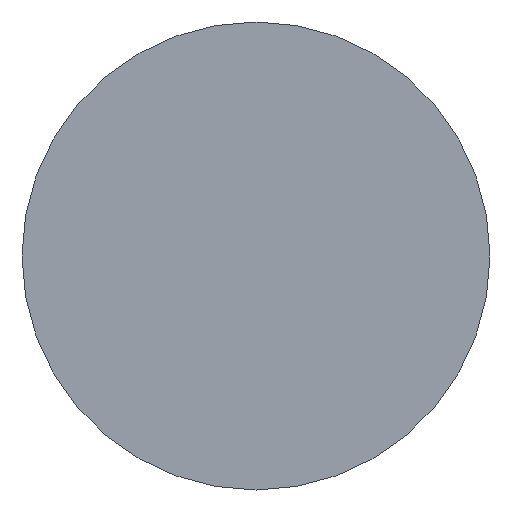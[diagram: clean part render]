
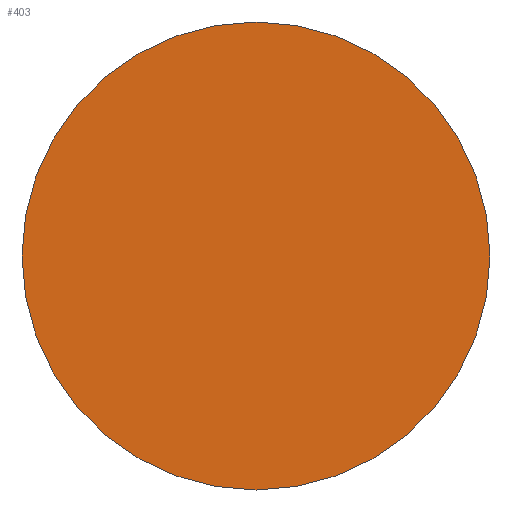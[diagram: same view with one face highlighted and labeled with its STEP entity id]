
A CAD part, left-side view. The second image highlights one B-rep face of the part: STEP entity #403.
In plain terms, the highlighted planar face has unit normal (-1, 0, 0).
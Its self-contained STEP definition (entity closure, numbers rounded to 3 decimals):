
#36 = CARTESIAN_POINT ( 'NONE',  ( -108.2, 96.418, -134.907 ) ) ;
#79 = EDGE_LOOP ( 'NONE', ( #434, #601 ) ) ;
#98 = VERTEX_POINT ( 'NONE', #36 ) ;
#171 = FACE_OUTER_BOUND ( 'NONE', #79, .T. ) ;
#239 = DIRECTION ( 'NONE',  ( 0., 0., -1. ) ) ;
#297 = CARTESIAN_POINT ( 'NONE',  ( -108.2, 96.418, -114.907 ) ) ;
#403 = ADVANCED_FACE ( 'NONE', ( #171 ), #787, .T. ) ;
#434 = ORIENTED_EDGE ( 'NONE', *, *, #895, .T. ) ;
#492 = VERTEX_POINT ( 'NONE', #541 ) ;
#541 = CARTESIAN_POINT ( 'NONE',  ( -108.2, 96.418, -94.907 ) ) ;
#601 = ORIENTED_EDGE ( 'NONE', *, *, #705, .T. ) ;
#675 = AXIS2_PLACEMENT_3D ( 'NONE', #1645, #717, #239 ) ;
#705 = EDGE_CURVE ( 'NONE', #98, #492, #1193, .T. ) ;
#717 = DIRECTION ( 'NONE',  ( -1., 0., 0. ) ) ;
#787 = PLANE ( 'NONE',  #1996 ) ;
#895 = EDGE_CURVE ( 'NONE', #492, #98, #1818, .T. ) ;
#1193 = CIRCLE ( 'NONE', #675, 20. ) ;
#1231 = DIRECTION ( 'NONE',  ( 0., 0., -1. ) ) ;
#1403 = DIRECTION ( 'NONE',  ( 0., 0., -1. ) ) ;
#1413 = DIRECTION ( 'NONE',  ( -1., 0., 0. ) ) ;
#1491 = AXIS2_PLACEMENT_3D ( 'NONE', #297, #1823, #1231 ) ;
#1645 = CARTESIAN_POINT ( 'NONE',  ( -108.2, 96.418, -114.907 ) ) ;
#1716 = CARTESIAN_POINT ( 'NONE',  ( -108.2, 96.418, -114.907 ) ) ;
#1818 = CIRCLE ( 'NONE', #1491, 20. ) ;
#1823 = DIRECTION ( 'NONE',  ( -1., 0., 0. ) ) ;
#1996 = AXIS2_PLACEMENT_3D ( 'NONE', #1716, #1413, #1403 ) ;
